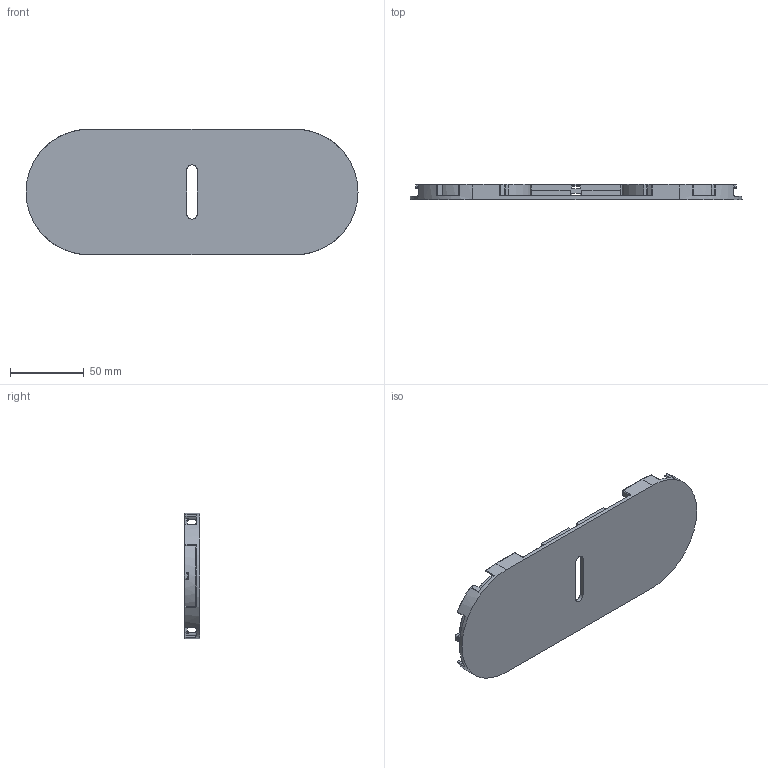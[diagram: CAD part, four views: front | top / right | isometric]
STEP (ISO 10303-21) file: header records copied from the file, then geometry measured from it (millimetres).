
FILE_DESCRIPTION (( 'STEP AP214' ), '1' );
FILE_NAME ('Fiber_BS_Holder_bottom_V2 STEP.STEP', '2025-02-28T03:05:34', ( '' ), ( '' ), 'SwSTEP 2.0', 'SolidWorks 2023', '' );
FILE_SCHEMA (( 'AUTOMOTIVE_DESIGN' ));
Length unit declared in the file: millimetre
Products named in the file (1): Fiber_BS_Holder_bottom_V2 STEP
Bounding box: 225 x 10.5 x 85 mm (x, y, z)
Volume: 69159.1 mm3; surface area: 54987.3 mm2
Topology: 1 solids, 1 shells, 686 faces, 1646 edges, 952 vertices
Faces by surface type: cylinder 285, plane 183, torus 179, sphere 39
Entity records: 19772 total; most frequent: CARTESIAN_POINT 3785, DIRECTION 3651, ORIENTED_EDGE 3216, EDGE_CURVE 1608, AXIS2_PLACEMENT_3D 1469, VERTEX_POINT 937, CIRCLE 782, LINE 713
